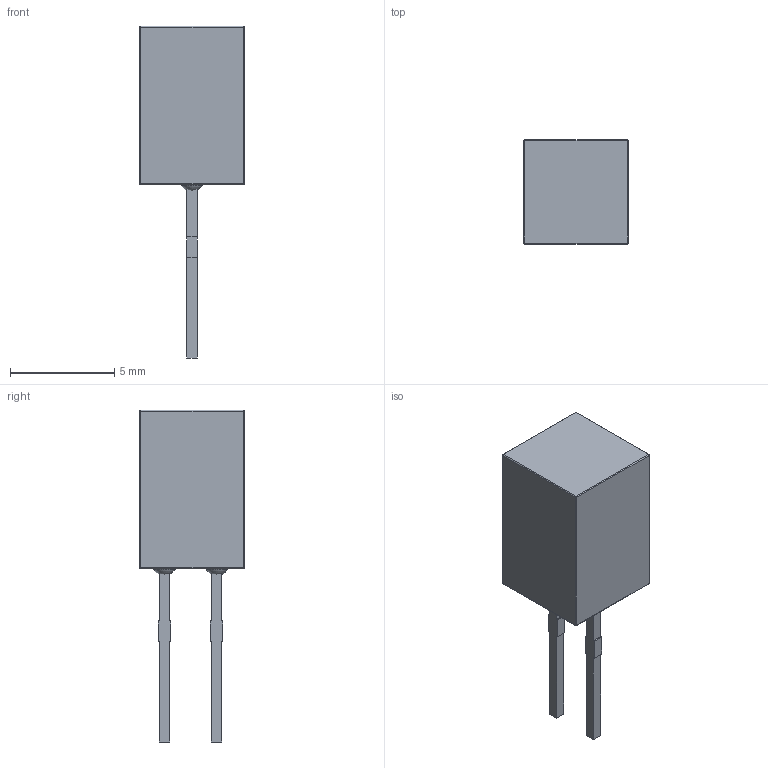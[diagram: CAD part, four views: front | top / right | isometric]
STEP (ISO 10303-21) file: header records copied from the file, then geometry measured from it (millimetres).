
FILE_DESCRIPTION(/* description */ ('KiCad electronic assembly'),/* implementation_level */ '2;1');
FILE_NAME(/* name */ 'Cube_LED_GREEN.step',/* time_stamp */ '2026-02-25T16:56:20+02:00',/* author */ (''),/* organization */ (''),/* preprocessor_version */ 'ST-DEVELOPER v20.1',/* originating_system */ 'Autodesk Translation Framework v14.24.0.0',/* authorisation */ '');
FILE_SCHEMA (('AUTOMOTIVE_DESIGN { 1 0 10303 214 3 1 1 }'));
Length unit declared in the file: millimetre
Products named in the file (4): 2026-02-25-14-53-49-177; 2026-02-25-14-53-49-178; 2026-02-25-14-53-49-179; 2026-02-25-14-53-49-180
Assembly tree (3 placements, depth 3):
  2026-02-25-14-53-49-177
    2026-02-25-14-53-49-178
      2026-02-25-14-53-49-179
      2026-02-25-14-53-49-180
Bounding box: 5 x 5 x 15.9 mm (x, y, z)
Volume: 194 mm3; surface area: 266.1 mm2
Topology: 2 solids, 4 shells, 77 faces, 190 edges, 120 vertices
Faces by surface type: plane 48, cylinder 12, sphere 10, bspline 6, cone 1
Entity records: 3575 total; most frequent: CARTESIAN_POINT 1678, ORIENTED_EDGE 364, DIRECTION 360, EDGE_CURVE 188, LINE 138, VECTOR 138, VERTEX_POINT 120, AXIS2_PLACEMENT_3D 111
